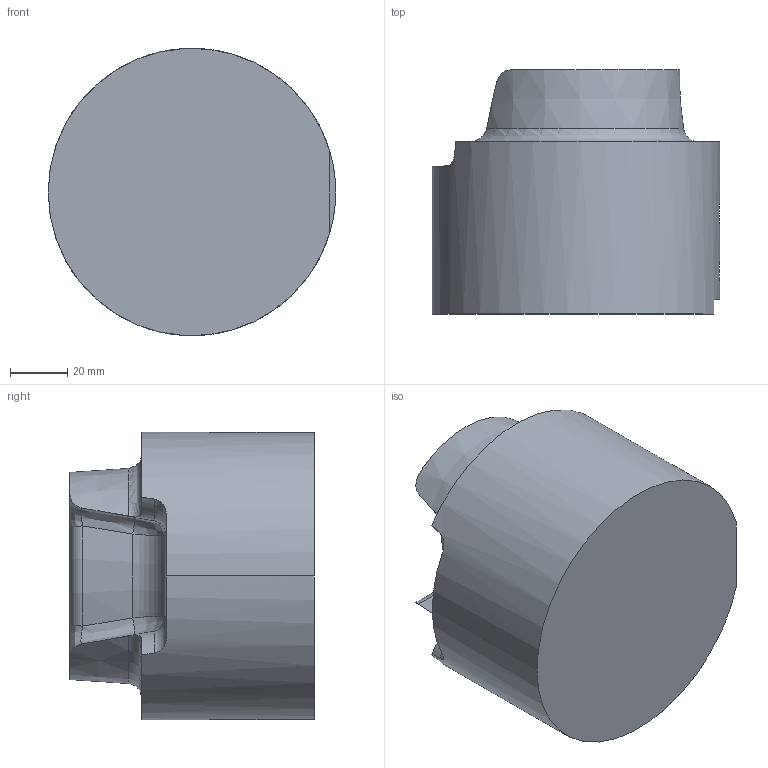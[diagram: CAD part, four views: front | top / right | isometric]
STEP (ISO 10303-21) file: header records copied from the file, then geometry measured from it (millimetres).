
FILE_DESCRIPTION((''),'2;1');
FILE_NAME('FLZ','2018-12-14T',('Administrator'),(''),'CREO PARAMETRIC BY PTC INC, 2014190','CREO PARAMETRIC BY PTC INC, 2014190','');
FILE_SCHEMA(('CONFIG_CONTROL_DESIGN'));
Length unit declared in the file: millimetre
Products named in the file (1): FLZ
Bounding box: 100 x 85 x 99.94 mm (x, y, z)
Volume: 541597.6 mm3; surface area: 42531.8 mm2
Topology: 1 solids, 1 shells, 35 faces, 89 edges, 56 vertices
Faces by surface type: plane 10, cylinder 10, bspline 6, torus 5, cone 4
Entity records: 1526 total; most frequent: CARTESIAN_POINT 698, ORIENTED_EDGE 178, DIRECTION 150, EDGE_CURVE 89, AXIS2_PLACEMENT_3D 64, VERTEX_POINT 56, EDGE_LOOP 35, FACE_OUTER_BOUND 35
